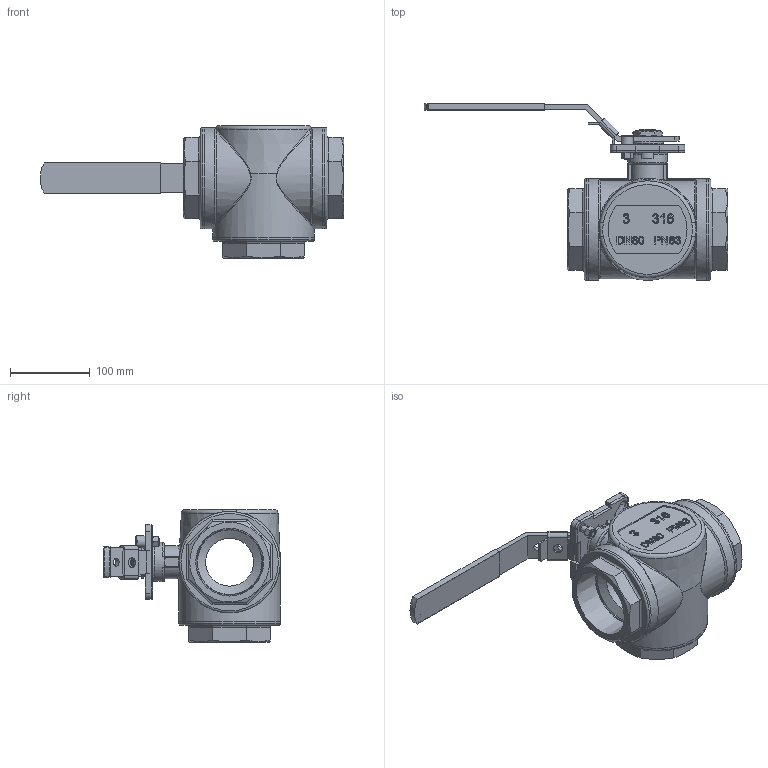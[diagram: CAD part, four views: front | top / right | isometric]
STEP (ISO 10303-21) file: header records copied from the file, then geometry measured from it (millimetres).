
FILE_DESCRIPTION(/* description */ ('Unknown'),/* implementation_level */ '2;1');
FILE_NAME(/* name */ '9339-11',/* time_stamp */ '2022-02-16T09:07:34+01:00',/* author */ ('Unknown'),/* organization */ ('Unknown'),/* preprocessor_version */ 'ST-DEVELOPER v16.7',/* originating_system */ 'Solid Edge',/* authorisation */ 'Unknown');
FILE_SCHEMA (('TECHNICAL_DATA_PACKAGING','AUTOMOTIVE_DESIGN {1 0 10303 214 3 1 1}'));
Length unit declared in the file: millimetre
Products named in the file (13): 9339-11; DN80 CAP; MV-85 DN80 Handle; M22 NUT_GB_FASTENER_NUT_STNAB B M22-C; DN80 Gasket; DN80 BODY; DN80 Handle sleeve; DN80 Nut Stopper; MV-85 DN80 STEM; DN80 Plate  Washer; DN80 STOP PIN M8; DN80 Lock Device; NUT M8_GB_FASTENER_NUT_SNC1 M8-N
Assembly tree (17 placements, depth 2):
  9339-11
    DN80 CAP  x3
    MV-85 DN80 Handle
    M22 NUT_GB_FASTENER_NUT_STNAB B M22-C  x2
    DN80 Gasket  x3
    DN80 BODY
    DN80 Handle sleeve
    DN80 Nut Stopper
    MV-85 DN80 STEM
    DN80 Plate  Washer
    DN80 STOP PIN M8
    DN80 Lock Device
    NUT M8_GB_FASTENER_NUT_SNC1 M8-N
Bounding box: 380.38 x 221.4 x 166.3 mm (x, y, z)
Volume: 1397612.5 mm3; surface area: 394980.6 mm2
Topology: 17 solids, 17 shells, 737 faces, 1845 edges, 1183 vertices
Faces by surface type: plane 345, cylinder 175, bspline 141, cone 58, torus 14, sphere 4
Full cylindrical faces by diameter (mm): 6.647 x1, 8 x1, 10 x2, 12 x1, 15 x1, 18.3 x1, 19.294 x2, 22 x2, 22.1 x1, 22.5 x1, 28 x2, 29 x1, 40 x2, 44 x1, 49.5 x1, 60 x4, 77 x4, 83.3 x3, 85 x3, 111 x2, 114.5 x3, 115 x6, 121 x3, 121.1 x3, 127 x6
Entity records: 34052 total; most frequent: CARTESIAN_POINT 19408, ORIENTED_EDGE 3120, DIRECTION 2501, EDGE_CURVE 1560, VERTEX_POINT 1040, LINE 835, VECTOR 835, AXIS2_PLACEMENT_3D 833
